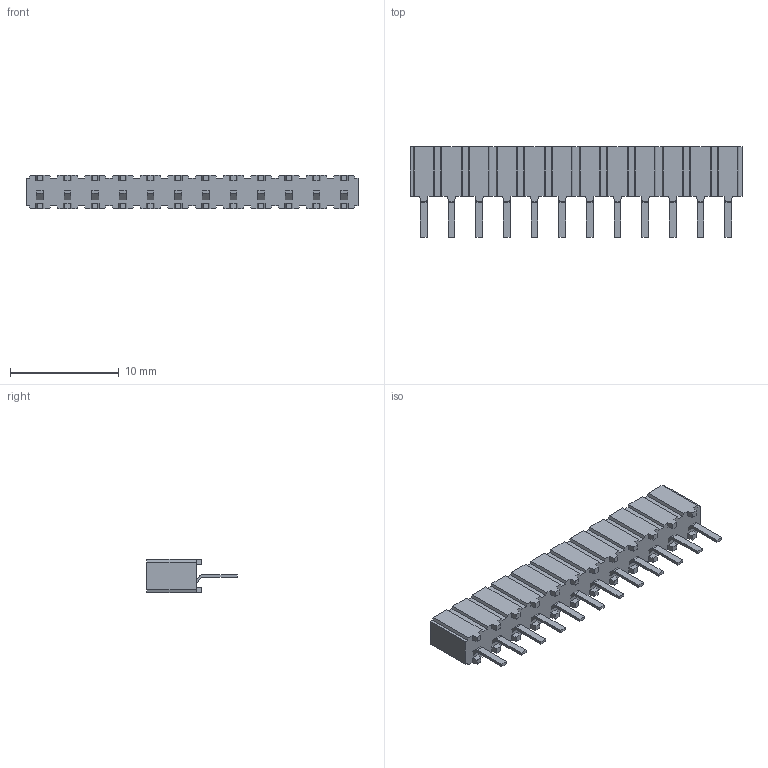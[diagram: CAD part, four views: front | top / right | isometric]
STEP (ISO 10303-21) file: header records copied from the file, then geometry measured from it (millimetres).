
FILE_DESCRIPTION(/* description */ ('STEP AP214'),/* implementation_level */ '2;1');
FILE_NAME(/* name */ 'CES-112-01-G-S',/* time_stamp */ '2025-01-02T13:13:40+01:00',/* author */ ('License CC BY-ND 4.0'),/* organization */ ('CADENAS'),/* preprocessor_version */ 'ST-DEVELOPER v19.3',/* originating_system */ 'PARTsolutions',/* authorisation */ ' ');
FILE_SCHEMA (('AUTOMOTIVE_DESIGN {1 0 10303 214 3 1 1}'));
Length unit declared in the file: inch
Products named in the file (4): CES-112-01-G-S; CES-112-01-S_socket; 011201GS; 011201GS2
Assembly tree (3 placements, depth 2):
  CES-112-01-G-S
    CES-112-01-S_socket
    011201GS
    011201GS2
Bounding box: 30.48 x 8.33 x 3.05 mm (x, y, z)
Volume: 620.2 mm3; surface area: 1405.6 mm2
Topology: 3 solids, 3 shells, 438 faces, 1188 edges, 792 vertices
Faces by surface type: plane 414, cylinder 24
Entity records: 13644 total; most frequent: CARTESIAN_POINT 2422, ORIENTED_EDGE 2376, DIRECTION 2120, EDGE_CURVE 1188, LINE 1140, VECTOR 1140, VERTEX_POINT 792, AXIS2_PLACEMENT_3D 490
